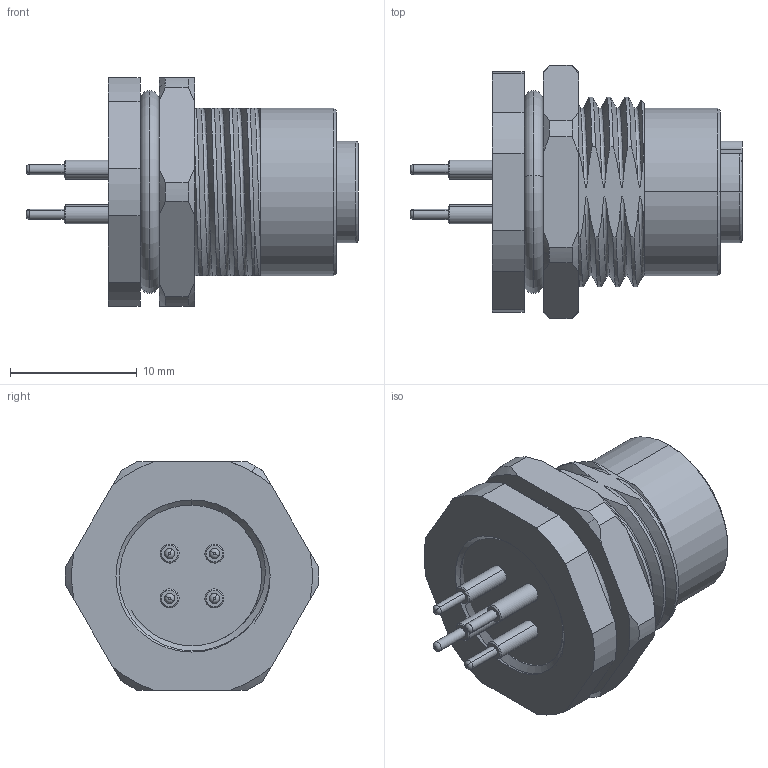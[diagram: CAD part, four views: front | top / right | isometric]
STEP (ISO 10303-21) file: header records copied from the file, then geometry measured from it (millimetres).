
FILE_DESCRIPTION (( 'STEP AP203' ), '1' );
FILE_NAME ('54-00344revA.STEP', '2023-02-03T22:11:48', ( '' ), ( '' ), 'SwSTEP 2.0', 'SolidWorks 2021', '' );
FILE_SCHEMA (( 'CONFIG_CONTROL_DESIGN' ));
Length unit declared in the file: millimetre
Products named in the file (7): 54-00344revA; 54-00344-01___; 54-00344-05___; 54-00344-04___; 54-00344-02___; 54-00344-03___; 54-00344-06___
Assembly tree (9 placements, depth 2):
  54-00344revA
    54-00344-01___
    54-00344-02___
    54-00344-06___
    54-00344-05___
    54-00344-04___
    54-00344-03___  x4
Bounding box: 26.2 x 19.99 x 18 mm (x, y, z)
Volume: 2976.3 mm3; surface area: 5026.8 mm2
Topology: 9 solids, 9 shells, 340 faces, 856 edges, 544 vertices
Faces by surface type: cylinder 123, plane 88, cone 51, bspline 43, torus 35
Entity records: 21233 total; most frequent: CARTESIAN_POINT 14969, ORIENTED_EDGE 1264, DIRECTION 1018, EDGE_CURVE 632, AXIS2_PLACEMENT_3D 410, VERTEX_POINT 409, EDGE_LOOP 269, FACE_OUTER_BOUND 244
